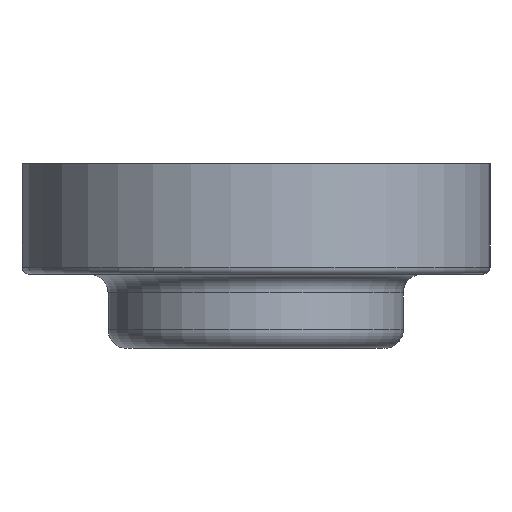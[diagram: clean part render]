
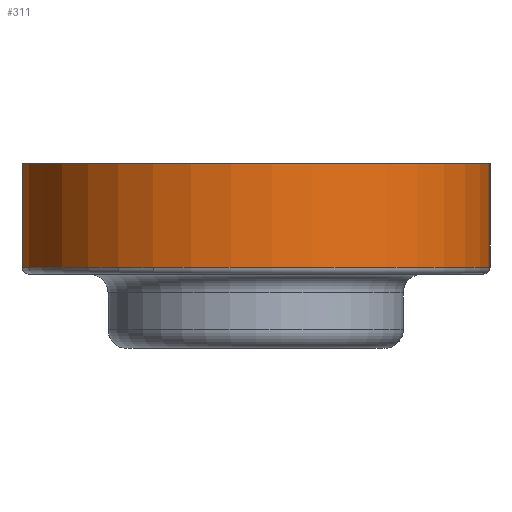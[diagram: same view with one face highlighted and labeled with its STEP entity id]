
A CAD part, left-side view. The second image highlights one B-rep face of the part: STEP entity #311.
In plain terms, the highlighted cylindrical face has radius 6.35 mm (diameter 12.7 mm), a partial arc.
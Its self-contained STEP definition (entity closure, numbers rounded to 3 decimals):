
#22=CYLINDRICAL_SURFACE('',#372,6.35);
#30=LINE('',#581,#37);
#31=LINE('',#582,#38);
#37=VECTOR('',#456,10.);
#38=VECTOR('',#457,10.);
#73=FACE_OUTER_BOUND('',#103,.T.);
#103=EDGE_LOOP('',(#249,#250,#251,#252));
#132=CIRCLE('',#350,6.35);
#142=CIRCLE('',#365,6.35);
#158=VERTEX_POINT('',#516);
#159=VERTEX_POINT('',#518);
#166=VERTEX_POINT('',#536);
#170=VERTEX_POINT('',#568);
#186=EDGE_CURVE('',#158,#159,#132,.T.);
#198=EDGE_CURVE('',#166,#170,#142,.T.);
#205=EDGE_CURVE('',#166,#159,#30,.T.);
#206=EDGE_CURVE('',#170,#158,#31,.T.);
#249=ORIENTED_EDGE('',*,*,#198,.F.);
#250=ORIENTED_EDGE('',*,*,#205,.T.);
#251=ORIENTED_EDGE('',*,*,#186,.F.);
#252=ORIENTED_EDGE('',*,*,#206,.F.);
#311=ADVANCED_FACE('',(#73),#22,.T.);
#350=AXIS2_PLACEMENT_3D('',#519,#408,#409);
#365=AXIS2_PLACEMENT_3D('',#569,#438,#439);
#372=AXIS2_PLACEMENT_3D('',#580,#454,#455);
#408=DIRECTION('center_axis',(0.,0.,1.));
#409=DIRECTION('ref_axis',(0.,-1.,0.));
#438=DIRECTION('center_axis',(0.,0.,-1.));
#439=DIRECTION('ref_axis',(-0.915,-0.403,0.));
#454=DIRECTION('center_axis',(0.,0.,1.));
#455=DIRECTION('ref_axis',(0.,-1.,0.));
#456=DIRECTION('',(0.,0.,1.));
#457=DIRECTION('',(0.,0.,1.));
#516=CARTESIAN_POINT('',(-5.103,13.088,3.));
#518=CARTESIAN_POINT('',(-0.269,2.122,3.));
#519=CARTESIAN_POINT('Origin',(-4.609,6.758,3.));
#536=CARTESIAN_POINT('',(-0.269,2.122,0.2));
#568=CARTESIAN_POINT('',(-5.103,13.088,0.2));
#569=CARTESIAN_POINT('Origin',(-4.609,6.758,0.2));
#580=CARTESIAN_POINT('Origin',(-4.609,6.758,0.));
#581=CARTESIAN_POINT('',(-0.269,2.122,0.));
#582=CARTESIAN_POINT('',(-5.103,13.088,0.));
